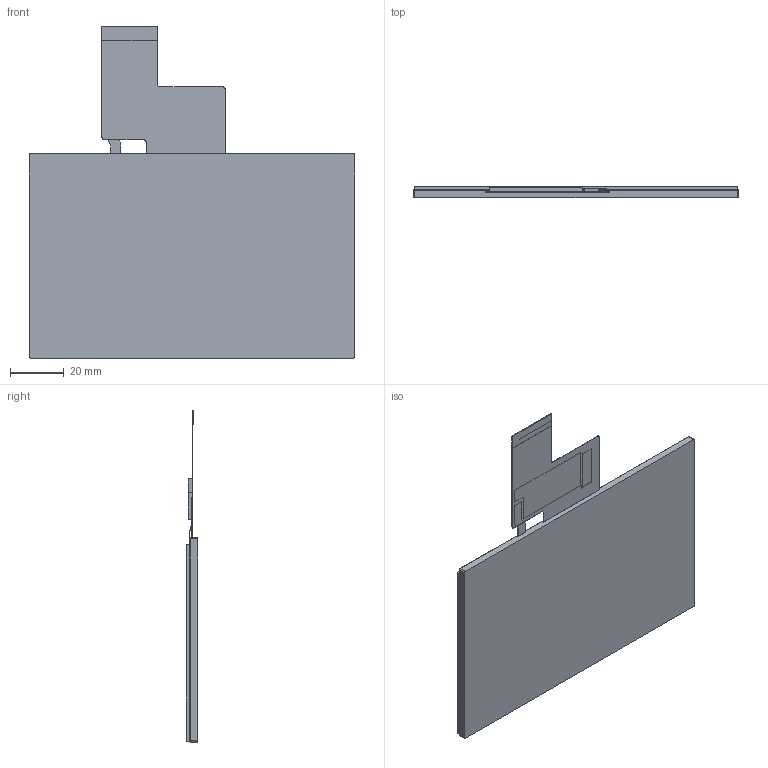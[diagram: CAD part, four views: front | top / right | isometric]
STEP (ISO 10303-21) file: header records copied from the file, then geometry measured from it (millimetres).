
FILE_DESCRIPTION((''),'2;1');
FILE_NAME('050-TS','2018-12-20T',('SEACOMP'),(''),'CREO PARAMETRIC BY PTC INC, 2015480','CREO PARAMETRIC BY PTC INC, 2015480','');
FILE_SCHEMA(('AUTOMOTIVE_DESIGN { 1 0 10303 214 1 1 1 1 }'));
Length unit declared in the file: millimetre
Products named in the file (1): 050-TP
Bounding box: 120.7 x 4.15 x 123.11 mm (x, y, z)
Volume: 36895.5 mm3; surface area: 38231.9 mm2
Topology: 1 solids, 2 shells, 87 faces, 233 edges, 152 vertices
Faces by surface type: plane 58, cylinder 25, torus 4
Entity records: 2775 total; most frequent: CARTESIAN_POINT 474, ORIENTED_EDGE 466, DIRECTION 461, EDGE_CURVE 233, VECTOR 179, LINE 179, VERTEX_POINT 152, AXIS2_PLACEMENT_3D 141
